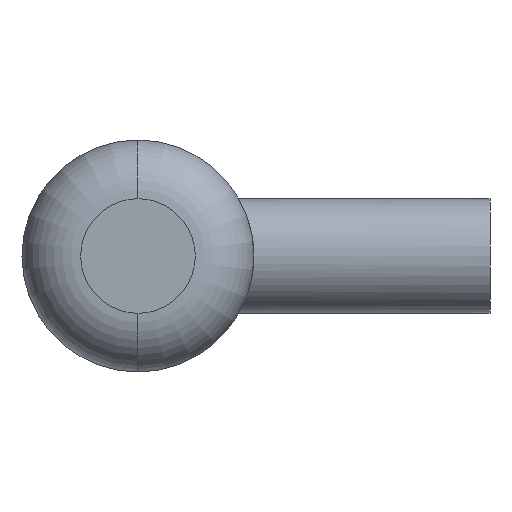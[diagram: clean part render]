
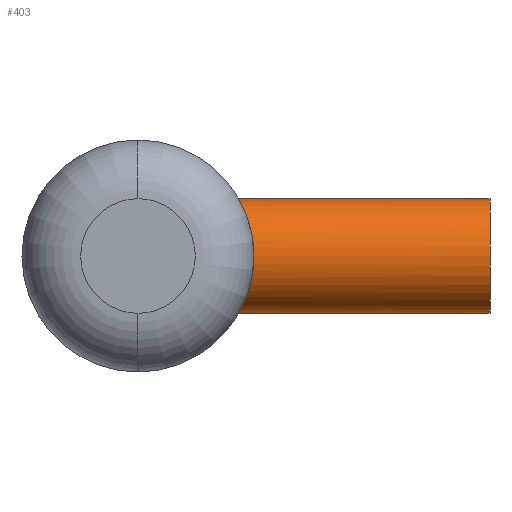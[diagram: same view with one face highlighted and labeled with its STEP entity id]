
A CAD part, front view. The second image highlights one B-rep face of the part: STEP entity #403.
In plain terms, the highlighted cylindrical face has radius 2.443 mm (diameter 4.886 mm), a partial arc.
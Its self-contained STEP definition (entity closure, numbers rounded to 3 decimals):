
#1 = CARTESIAN_POINT ( 'NONE',  ( 4.294, 4.358, -2.363 ) ) ;
#11 = CARTESIAN_POINT ( 'NONE',  ( 15., 5., -2.443 ) ) ;
#22 = CARTESIAN_POINT ( 'NONE',  ( 4.779, 2.887, 1.237 ) ) ;
#28 = CARTESIAN_POINT ( 'NONE',  ( 4.942, 2.557, -0.162 ) ) ;
#29 = CARTESIAN_POINT ( 'NONE',  ( 4.431, 3.762, -2.13 ) ) ;
#33 = CARTESIAN_POINT ( 'NONE',  ( 4.232, 5., -2.443 ) ) ;
#34 = CARTESIAN_POINT ( 'NONE',  ( 4.933, 2.573, -0.326 ) ) ;
#35 = VECTOR ( 'NONE', #425, 1000. ) ;
#41 = ORIENTED_EDGE ( 'NONE', *, *, #276, .F. ) ;
#44 = VERTEX_POINT ( 'NONE', #285 ) ;
#62 = CARTESIAN_POINT ( 'NONE',  ( 4.816, 2.81, 1.095 ) ) ;
#63 = CARTESIAN_POINT ( 'NONE',  ( 4.395, 3.911, 2.193 ) ) ;
#64 = EDGE_CURVE ( 'NONE', #117, #142, #92, .T. ) ;
#69 = CARTESIAN_POINT ( 'NONE',  ( 4.78, 2.885, -1.234 ) ) ;
#86 = CARTESIAN_POINT ( 'NONE',  ( 4.942, 2.557, 0. ) ) ;
#91 = CARTESIAN_POINT ( 'NONE',  ( 4.236, 4.837, 2.443 ) ) ;
#92 = B_SPLINE_CURVE_WITH_KNOTS ( 'NONE', 3,
 ( #86, #126, #225, #256, #94, #62, #22, #154, #318, #259, #359, #362, #63, #253, #321, #198, #91, #325 ),
 .UNSPECIFIED., .F., .F.,
 ( 4, 2, 2, 2, 2, 2, 2, 2, 4 ),
 ( 0.002, 0.003, 0.003, 0.003, 0.004, 0.004, 0.005, 0.005, 0.006 ),
 .UNSPECIFIED. ) ;
#94 = CARTESIAN_POINT ( 'NONE',  ( 4.876, 2.686, 0.799 ) ) ;
#97 = CIRCLE ( 'NONE', #102, 2.443 ) ;
#102 = AXIS2_PLACEMENT_3D ( 'NONE', #252, #282, #109 ) ;
#109 = DIRECTION ( 'NONE',  ( 0., 0., -1. ) ) ;
#117 = VERTEX_POINT ( 'NONE', #415 ) ;
#126 = CARTESIAN_POINT ( 'NONE',  ( 4.942, 2.557, 0.162 ) ) ;
#130 = CARTESIAN_POINT ( 'NONE',  ( 4.942, 2.557, 0. ) ) ;
#139 = CYLINDRICAL_SURFACE ( 'NONE', #208, 2.443 ) ;
#142 = VERTEX_POINT ( 'NONE', #162 ) ;
#146 = VERTEX_POINT ( 'NONE', #33 ) ;
#154 = CARTESIAN_POINT ( 'NONE',  ( 4.699, 3.064, 1.498 ) ) ;
#162 = CARTESIAN_POINT ( 'NONE',  ( 4.232, 5., 2.443 ) ) ;
#163 = LINE ( 'NONE', #293, #35 ) ;
#166 = CARTESIAN_POINT ( 'NONE',  ( 4.7, 3.061, -1.495 ) ) ;
#169 = CARTESIAN_POINT ( 'NONE',  ( 4.25, 4.674, -2.427 ) ) ;
#177 = ORIENTED_EDGE ( 'NONE', *, *, #64, .F. ) ;
#182 = VERTEX_POINT ( 'NONE', #329 ) ;
#184 = ORIENTED_EDGE ( 'NONE', *, *, #192, .F. ) ;
#192 = EDGE_CURVE ( 'NONE', #146, #117, #283, .T. ) ;
#198 = CARTESIAN_POINT ( 'NONE',  ( 4.25, 4.672, 2.426 ) ) ;
#199 = EDGE_CURVE ( 'NONE', #182, #142, #163, .T. ) ;
#202 = CARTESIAN_POINT ( 'NONE',  ( 4.9, 2.638, -0.644 ) ) ;
#207 = LINE ( 'NONE', #11, #269 ) ;
#208 = AXIS2_PLACEMENT_3D ( 'NONE', #266, #238, #370 ) ;
#225 = CARTESIAN_POINT ( 'NONE',  ( 4.933, 2.573, 0.325 ) ) ;
#233 = CARTESIAN_POINT ( 'NONE',  ( 4.877, 2.685, -0.797 ) ) ;
#238 = DIRECTION ( 'NONE',  ( -1., 0., 0. ) ) ;
#252 = CARTESIAN_POINT ( 'NONE',  ( 15., 5., 0. ) ) ;
#253 = CARTESIAN_POINT ( 'NONE',  ( 4.324, 4.205, 2.316 ) ) ;
#256 = CARTESIAN_POINT ( 'NONE',  ( 4.9, 2.638, 0.645 ) ) ;
#259 = CARTESIAN_POINT ( 'NONE',  ( 4.567, 3.388, 1.843 ) ) ;
#261 = CARTESIAN_POINT ( 'NONE',  ( 4.236, 4.835, -2.443 ) ) ;
#266 = CARTESIAN_POINT ( 'NONE',  ( 15., 5., 0. ) ) ;
#269 = VECTOR ( 'NONE', #375, 1000. ) ;
#275 = ORIENTED_EDGE ( 'NONE', *, *, #344, .F. ) ;
#276 = EDGE_CURVE ( 'NONE', #44, #146, #207, .T. ) ;
#282 = DIRECTION ( 'NONE',  ( 1., 0., 0. ) ) ;
#283 = B_SPLINE_CURVE_WITH_KNOTS ( 'NONE', 3,
 ( #334, #261, #169, #1, #368, #29, #393, #327, #166, #69, #335, #233, #202, #34, #28, #130 ),
 .UNSPECIFIED., .F., .F.,
 ( 4, 2, 2, 2, 2, 2, 2, 4 ),
 ( 0.014, 0.014, 0.015, 0.016, 0.016, 0.017, 0.017, 0.018 ),
 .UNSPECIFIED. ) ;
#285 = CARTESIAN_POINT ( 'NONE',  ( 15., 5., -2.443 ) ) ;
#286 = FACE_OUTER_BOUND ( 'NONE', #346, .T. ) ;
#293 = CARTESIAN_POINT ( 'NONE',  ( 15., 5., 2.443 ) ) ;
#303 = ORIENTED_EDGE ( 'NONE', *, *, #199, .T. ) ;
#318 = CARTESIAN_POINT ( 'NONE',  ( 4.656, 3.164, 1.62 ) ) ;
#321 = CARTESIAN_POINT ( 'NONE',  ( 4.294, 4.357, 2.363 ) ) ;
#325 = CARTESIAN_POINT ( 'NONE',  ( 4.232, 5., 2.443 ) ) ;
#327 = CARTESIAN_POINT ( 'NONE',  ( 4.657, 3.161, -1.616 ) ) ;
#329 = CARTESIAN_POINT ( 'NONE',  ( 15., 5., 2.443 ) ) ;
#334 = CARTESIAN_POINT ( 'NONE',  ( 4.232, 5., -2.443 ) ) ;
#335 = CARTESIAN_POINT ( 'NONE',  ( 4.816, 2.808, -1.091 ) ) ;
#344 = EDGE_CURVE ( 'NONE', #182, #44, #97, .T. ) ;
#346 = EDGE_LOOP ( 'NONE', ( #41, #275, #303, #177, #184 ) ) ;
#359 = CARTESIAN_POINT ( 'NONE',  ( 4.522, 3.51, 1.942 ) ) ;
#362 = CARTESIAN_POINT ( 'NONE',  ( 4.436, 3.77, 2.117 ) ) ;
#368 = CARTESIAN_POINT ( 'NONE',  ( 4.325, 4.202, -2.315 ) ) ;
#370 = DIRECTION ( 'NONE',  ( 0., 0., 1. ) ) ;
#375 = DIRECTION ( 'NONE',  ( -1., 0., 0. ) ) ;
#393 = CARTESIAN_POINT ( 'NONE',  ( 4.524, 3.494, -1.949 ) ) ;
#403 = ADVANCED_FACE ( 'NONE', ( #286 ), #139, .T. ) ;
#415 = CARTESIAN_POINT ( 'NONE',  ( 4.942, 2.557, 0. ) ) ;
#425 = DIRECTION ( 'NONE',  ( -1., 0., 0. ) ) ;
